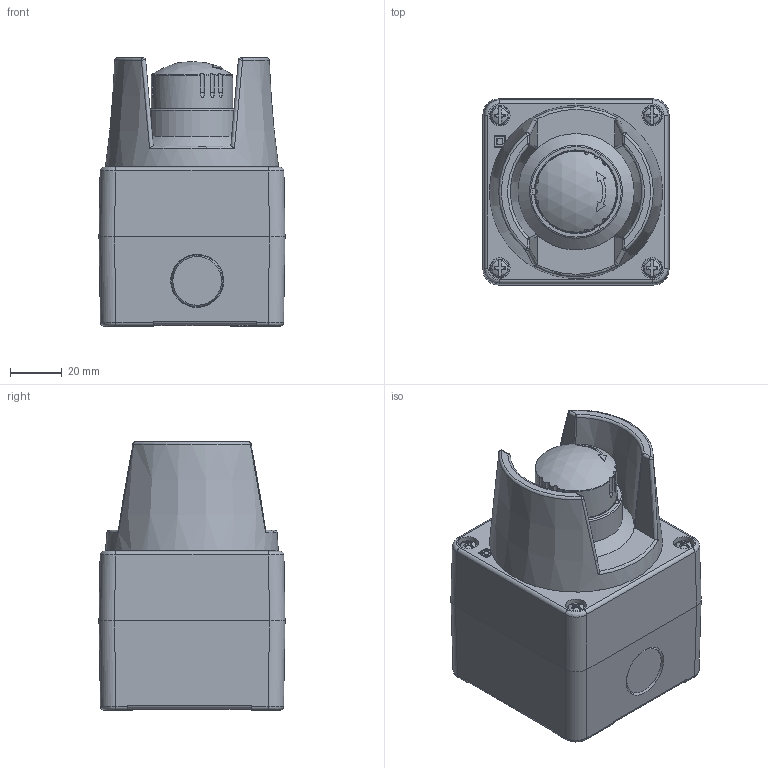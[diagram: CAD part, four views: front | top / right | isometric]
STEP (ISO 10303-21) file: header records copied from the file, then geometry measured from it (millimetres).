
FILE_DESCRIPTION(/* description */ (''),/* implementation_level */ '2;1');
FILE_NAME(/* name */ 'SIL_QRSKUV_ipt.stp',/* time_stamp */ '2019-04-23T09:24:30+02:00',/* author */ ('ahoffmann'),/* organization */ (''),/* preprocessor_version */ 'ST-DEVELOPER v16.1',/* originating_system */ 'Autodesk Inventor 2016',/* authorisation */ '');
FILE_SCHEMA (('AUTOMOTIVE_DESIGN { 1 0 10303 214 3 1 1 }'));
Length unit declared in the file: centimetre
Products named in the file (1): SIL_QRSKUV_vereinfacht
Bounding box: 72 x 72 x 103.8 mm (x, y, z)
Volume: 350993.7 mm3; surface area: 78953.9 mm2
Topology: 1 solids, 18 shells, 2196 faces, 5988 edges, 3933 vertices
Faces by surface type: plane 1212, cylinder 611, bspline 204, torus 101, cone 36, sphere 32
Full cylindrical faces by diameter (mm): 0.159 x1, 0.162 x1, 5.891 x1, 7 x4, 7.225 x1, 7.6 x4, 8 x4, 13.7 x1, 16.2 x1, 20.5 x2, 31.5 x1, 31.55 x1, 36 x3
Entity records: 72213 total; most frequent: CARTESIAN_POINT 17251, ORIENTED_EDGE 11846, DIRECTION 10919, EDGE_CURVE 5911, VERTEX_POINT 3905, LINE 3757, VECTOR 3757, AXIS2_PLACEMENT_3D 3581
